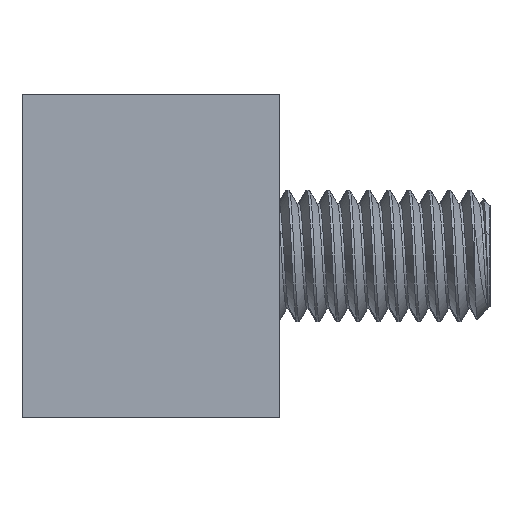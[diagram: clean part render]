
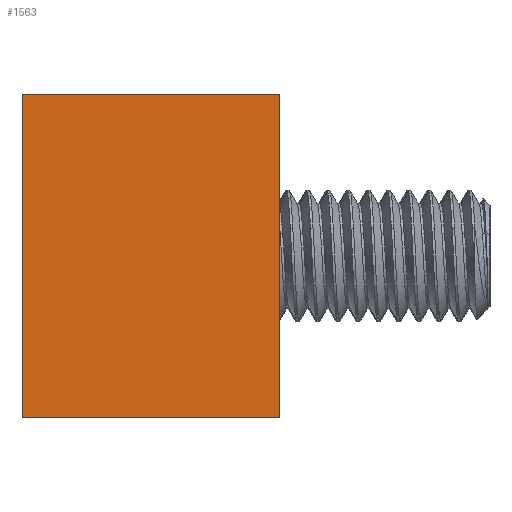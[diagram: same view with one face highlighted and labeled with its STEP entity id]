
A CAD part, left-side view. The second image highlights one B-rep face of the part: STEP entity #1563.
In plain terms, the highlighted planar face has unit normal (-1, 0, 0).
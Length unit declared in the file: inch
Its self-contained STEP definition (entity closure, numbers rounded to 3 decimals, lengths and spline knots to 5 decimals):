
#50 = PLANE ( 'NONE',  #5090 ) ;
#65 = CARTESIAN_POINT ( 'NONE',  ( 0., 0., 0. ) ) ;
#72 = CARTESIAN_POINT ( 'NONE',  ( 0., 0., 0. ) ) ;
#196 = ORIENTED_EDGE ( 'NONE', *, *, #3154, .T. ) ;
#417 = DIRECTION ( 'NONE',  ( -1., 0., 0. ) ) ;
#487 = DIRECTION ( 'NONE',  ( 0., 0., 1. ) ) ;
#799 = VERTEX_POINT ( 'NONE', #868 ) ;
#868 = CARTESIAN_POINT ( 'NONE',  ( 0., 0.97992, 0. ) ) ;
#1563 = ADVANCED_FACE ( 'NONE', ( #5549 ), #50, .T. ) ;
#1677 = EDGE_CURVE ( 'NONE', #4577, #5434, #5423, .T. ) ;
#1743 = LINE ( 'NONE', #2177, #2607 ) ;
#1940 = LINE ( 'NONE', #5170, #5327 ) ;
#1997 = CARTESIAN_POINT ( 'NONE',  ( 0., 0., -1.22992 ) ) ;
#2177 = CARTESIAN_POINT ( 'NONE',  ( 0., 0., 0. ) ) ;
#2357 = LINE ( 'NONE', #5500, #4612 ) ;
#2607 = VECTOR ( 'NONE', #4420, 39.37008 ) ;
#2640 = VECTOR ( 'NONE', #5702, 39.37008 ) ;
#3081 = EDGE_CURVE ( 'NONE', #3425, #799, #2357, .T. ) ;
#3154 = EDGE_CURVE ( 'NONE', #799, #5434, #1940, .T. ) ;
#3373 = ORIENTED_EDGE ( 'NONE', *, *, #1677, .F. ) ;
#3425 = VERTEX_POINT ( 'NONE', #65 ) ;
#3615 = EDGE_LOOP ( 'NONE', ( #4880, #196, #3373, #3950 ) ) ;
#3728 = DIRECTION ( 'NONE',  ( 0., 1., 0. ) ) ;
#3950 = ORIENTED_EDGE ( 'NONE', *, *, #3988, .F. ) ;
#3988 = EDGE_CURVE ( 'NONE', #3425, #4577, #1743, .T. ) ;
#3989 = CARTESIAN_POINT ( 'NONE',  ( 0., 0., -1.22992 ) ) ;
#4420 = DIRECTION ( 'NONE',  ( 0., 0., -1. ) ) ;
#4577 = VERTEX_POINT ( 'NONE', #1997 ) ;
#4612 = VECTOR ( 'NONE', #3728, 39.37008 ) ;
#4880 = ORIENTED_EDGE ( 'NONE', *, *, #3081, .T. ) ;
#4958 = CARTESIAN_POINT ( 'NONE',  ( 0., 0.97992, -1.22992 ) ) ;
#5090 = AXIS2_PLACEMENT_3D ( 'NONE', #72, #417, #487 ) ;
#5170 = CARTESIAN_POINT ( 'NONE',  ( 0., 0.97992, 0. ) ) ;
#5327 = VECTOR ( 'NONE', #5594, 39.37008 ) ;
#5423 = LINE ( 'NONE', #3989, #2640 ) ;
#5434 = VERTEX_POINT ( 'NONE', #4958 ) ;
#5500 = CARTESIAN_POINT ( 'NONE',  ( 0., 0., 0. ) ) ;
#5549 = FACE_OUTER_BOUND ( 'NONE', #3615, .T. ) ;
#5594 = DIRECTION ( 'NONE',  ( 0., 0., -1. ) ) ;
#5702 = DIRECTION ( 'NONE',  ( 0., 1., 0. ) ) ;
